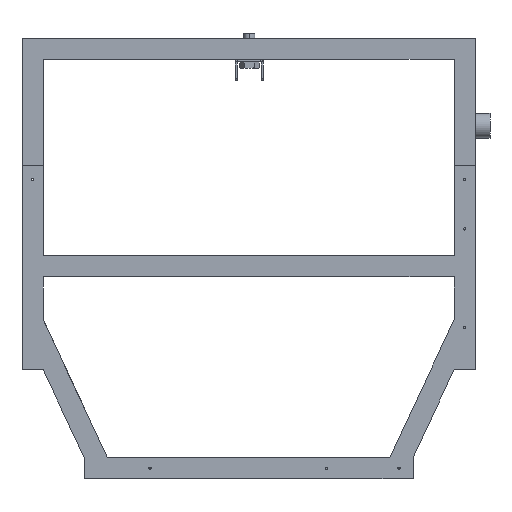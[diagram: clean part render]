
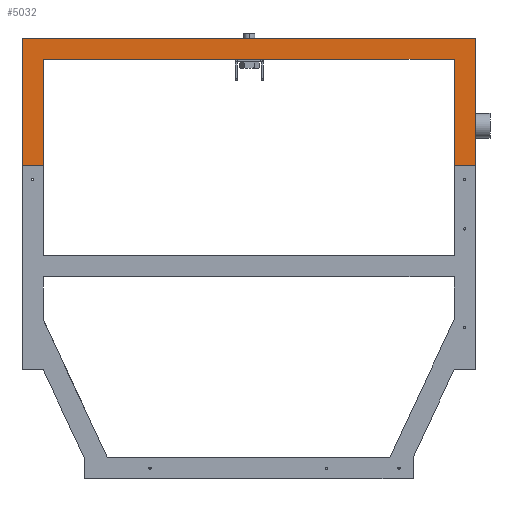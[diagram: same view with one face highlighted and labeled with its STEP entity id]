
A CAD part, left-side view. The second image highlights one B-rep face of the part: STEP entity #5032.
In plain terms, the highlighted planar face has unit normal (-1, 0, 0).
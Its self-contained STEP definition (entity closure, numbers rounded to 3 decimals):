
#76 = EDGE_CURVE ( 'NONE', #13178, #16535, #529, .T. ) ;
#302 = CARTESIAN_POINT ( 'NONE',  ( -335., -67., 584.3 ) ) ;
#413 = DIRECTION ( 'NONE',  ( -1., 0., 0. ) ) ;
#522 = EDGE_LOOP ( 'NONE', ( #923, #15999, #18000, #14021, #17395, #2292, #15980, #12255 ) ) ;
#529 = LINE ( 'NONE', #8365, #6612 ) ;
#640 = LINE ( 'NONE', #302, #2637 ) ;
#923 = ORIENTED_EDGE ( 'NONE', *, *, #9778, .T. ) ;
#1114 = VECTOR ( 'NONE', #17345, 1000. ) ;
#1141 = CARTESIAN_POINT ( 'NONE',  ( -335., -97., 614.3 ) ) ;
#1413 = EDGE_CURVE ( 'NONE', #14692, #15322, #7354, .T. ) ;
#1842 = CARTESIAN_POINT ( 'NONE',  ( -335., 482., 433.3 ) ) ;
#2292 = ORIENTED_EDGE ( 'NONE', *, *, #1413, .F. ) ;
#2637 = VECTOR ( 'NONE', #14654, 1000. ) ;
#3045 = LINE ( 'NONE', #13678, #4161 ) ;
#3439 = CARTESIAN_POINT ( 'NONE',  ( -335., -67., 584.3 ) ) ;
#3862 = CARTESIAN_POINT ( 'NONE',  ( -335., -67., 430.3 ) ) ;
#3904 = CARTESIAN_POINT ( 'NONE',  ( -335., 517., 584.3 ) ) ;
#4161 = VECTOR ( 'NONE', #10856, 1000. ) ;
#4290 = CARTESIAN_POINT ( 'NONE',  ( -335., 547., 614.3 ) ) ;
#4690 = VECTOR ( 'NONE', #8271, 1000. ) ;
#4737 = DIRECTION ( 'NONE',  ( 0., -1., 0. ) ) ;
#5032 = ADVANCED_FACE ( 'NONE', ( #17520 ), #10342, .T. ) ;
#5833 = LINE ( 'NONE', #1842, #16782 ) ;
#6612 = VECTOR ( 'NONE', #9807, 1000. ) ;
#6620 = VERTEX_POINT ( 'NONE', #6970 ) ;
#6970 = CARTESIAN_POINT ( 'NONE',  ( -335., -67., 433.3 ) ) ;
#7354 = LINE ( 'NONE', #14593, #9153 ) ;
#7511 = CARTESIAN_POINT ( 'NONE',  ( -335., -67., 433.3 ) ) ;
#7589 = CARTESIAN_POINT ( 'NONE',  ( -335., 547., 433.3 ) ) ;
#8271 = DIRECTION ( 'NONE',  ( 0., 0., -1. ) ) ;
#8365 = CARTESIAN_POINT ( 'NONE',  ( -335., -97., 403.3 ) ) ;
#8775 = DIRECTION ( 'NONE',  ( 0., 0., 1. ) ) ;
#8966 = DIRECTION ( 'NONE',  ( 0., -1., 0. ) ) ;
#9153 = VECTOR ( 'NONE', #14402, 1000. ) ;
#9319 = EDGE_CURVE ( 'NONE', #6620, #16535, #16995, .T. ) ;
#9778 = EDGE_CURVE ( 'NONE', #12144, #16041, #640, .T. ) ;
#9807 = DIRECTION ( 'NONE',  ( 0., 0., -1. ) ) ;
#9974 = EDGE_CURVE ( 'NONE', #16041, #6620, #11400, .T. ) ;
#10342 = PLANE ( 'NONE',  #14690 ) ;
#10676 = CARTESIAN_POINT ( 'NONE',  ( -335., 482., 433.3 ) ) ;
#10856 = DIRECTION ( 'NONE',  ( 0., 1., 0. ) ) ;
#11153 = EDGE_CURVE ( 'NONE', #13178, #15322, #3045, .T. ) ;
#11400 = LINE ( 'NONE', #3862, #4690 ) ;
#12144 = VERTEX_POINT ( 'NONE', #3904 ) ;
#12255 = ORIENTED_EDGE ( 'NONE', *, *, #17333, .F. ) ;
#12415 = CARTESIAN_POINT ( 'NONE',  ( -335., 517., 433.3 ) ) ;
#12592 = LINE ( 'NONE', #17152, #1114 ) ;
#13178 = VERTEX_POINT ( 'NONE', #1141 ) ;
#13678 = CARTESIAN_POINT ( 'NONE',  ( -335., -67., 614.3 ) ) ;
#14021 = ORIENTED_EDGE ( 'NONE', *, *, #76, .F. ) ;
#14402 = DIRECTION ( 'NONE',  ( 0., 0., 1. ) ) ;
#14559 = VECTOR ( 'NONE', #4737, 1000. ) ;
#14593 = CARTESIAN_POINT ( 'NONE',  ( -335., 547., 403.3 ) ) ;
#14654 = DIRECTION ( 'NONE',  ( 0., -1., 0. ) ) ;
#14690 = AXIS2_PLACEMENT_3D ( 'NONE', #7511, #413, #8775 ) ;
#14692 = VERTEX_POINT ( 'NONE', #7589 ) ;
#15060 = CARTESIAN_POINT ( 'NONE',  ( -335., -97., 433.3 ) ) ;
#15322 = VERTEX_POINT ( 'NONE', #4290 ) ;
#15980 = ORIENTED_EDGE ( 'NONE', *, *, #18087, .T. ) ;
#15999 = ORIENTED_EDGE ( 'NONE', *, *, #9974, .T. ) ;
#16041 = VERTEX_POINT ( 'NONE', #3439 ) ;
#16535 = VERTEX_POINT ( 'NONE', #15060 ) ;
#16782 = VECTOR ( 'NONE', #8966, 1000. ) ;
#16995 = LINE ( 'NONE', #10676, #14559 ) ;
#17152 = CARTESIAN_POINT ( 'NONE',  ( -335., 517., 403.3 ) ) ;
#17333 = EDGE_CURVE ( 'NONE', #12144, #17676, #12592, .T. ) ;
#17345 = DIRECTION ( 'NONE',  ( 0., 0., -1. ) ) ;
#17395 = ORIENTED_EDGE ( 'NONE', *, *, #11153, .T. ) ;
#17520 = FACE_OUTER_BOUND ( 'NONE', #522, .T. ) ;
#17676 = VERTEX_POINT ( 'NONE', #12415 ) ;
#18000 = ORIENTED_EDGE ( 'NONE', *, *, #9319, .T. ) ;
#18087 = EDGE_CURVE ( 'NONE', #14692, #17676, #5833, .T. ) ;
